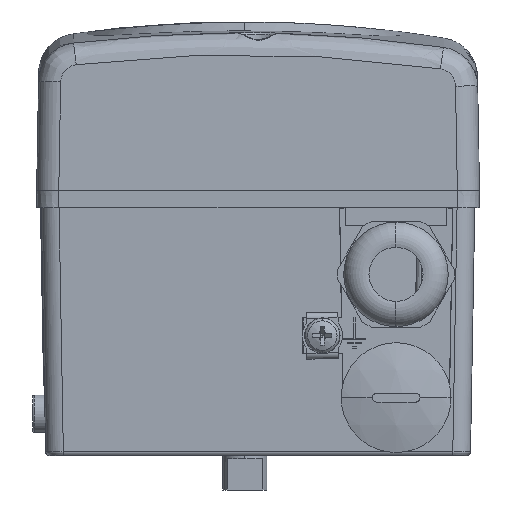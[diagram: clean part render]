
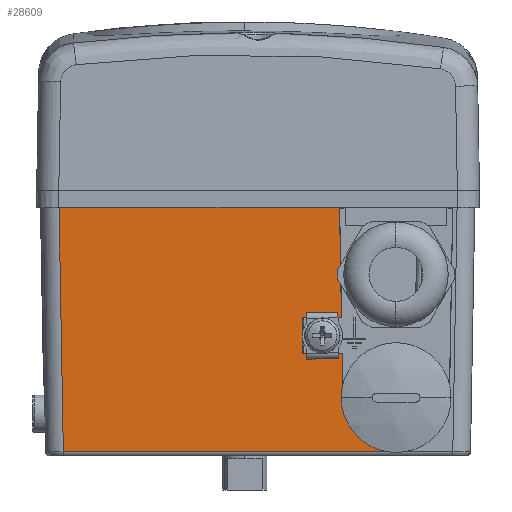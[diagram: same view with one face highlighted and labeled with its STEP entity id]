
A CAD part, left-side view. The second image highlights one B-rep face of the part: STEP entity #28609.
In plain terms, the highlighted planar face has unit normal (-1, 0, -0.018).
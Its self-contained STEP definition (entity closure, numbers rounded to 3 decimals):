
#1190 = ORIENTED_EDGE ( 'NONE', *, *, #57905, .F. ) ;
#1261 = DIRECTION ( 'NONE',  ( 0., -1., 0. ) ) ;
#3314 = DIRECTION ( 'NONE',  ( 0., -1., 0. ) ) ;
#4131 = ORIENTED_EDGE ( 'NONE', *, *, #22044, .F. ) ;
#4579 = LINE ( 'NONE', #11623, #38757 ) ;
#4951 = CARTESIAN_POINT ( 'NONE',  ( -89.036, -22.358, -25.204 ) ) ;
#5920 = ORIENTED_EDGE ( 'NONE', *, *, #30554, .F. ) ;
#9625 = CARTESIAN_POINT ( 'NONE',  ( -88.97, 43.97, -29.017 ) ) ;
#10015 = VECTOR ( 'NONE', #1261, 1000. ) ;
#10068 = CARTESIAN_POINT ( 'NONE',  ( -89.143, -19.289, -19.095 ) ) ;
#10280 = CARTESIAN_POINT ( 'NONE',  ( -89.035, -22.417, -25.267 ) ) ;
#10785 = LINE ( 'NONE', #68707, #64369 ) ;
#11623 = CARTESIAN_POINT ( 'NONE',  ( -89.93, -18.399, 26. ) ) ;
#12642 = VECTOR ( 'NONE', #64934, 1000. ) ;
#13352 = VECTOR ( 'NONE', #36031, 1000. ) ;
#14102 = EDGE_CURVE ( 'NONE', #34558, #46626, #53227, .T. ) ;
#14293 = ORIENTED_EDGE ( 'NONE', *, *, #50472, .F. ) ;
#14677 = LINE ( 'NONE', #36450, #66563 ) ;
#15383 = CARTESIAN_POINT ( 'NONE',  ( -89.102, -19.987, -21.511 ) ) ;
#15618 = CARTESIAN_POINT ( 'NONE',  ( -89.035, -22.431, -25.281 ) ) ;
#17760 = DIRECTION ( 'NONE',  ( -1., 0., -0.017 ) ) ;
#19089 = CARTESIAN_POINT ( 'NONE',  ( -89.356, -10.181, -6.875 ) ) ;
#19874 = CARTESIAN_POINT ( 'NONE',  ( -89.93, 49., 26. ) ) ;
#20063 = CARTESIAN_POINT ( 'NONE',  ( -89.93, 44.931, 26. ) ) ;
#20541 = CARTESIAN_POINT ( 'NONE',  ( -89.93, 44.931, 26. ) ) ;
#20762 = CARTESIAN_POINT ( 'NONE',  ( -89.068, -20.983, -23.444 ) ) ;
#20980 = CARTESIAN_POINT ( 'NONE',  ( -89.015, -23.519, -26.431 ) ) ;
#22044 = EDGE_CURVE ( 'NONE', #69187, #66452, #10785, .T. ) ;
#22559 = B_SPLINE_CURVE_WITH_KNOTS ( 'NONE', 3,
 ( #36677, #68757, #10068, #47427, #15383, #52803, #20762, #58240, #26136, #63649, #31516, #68976, #36897, #4951, #42271, #10280, #47661, #15618, #53022, #20980, #58491, #26360, #63861, #31761 ),
 .UNSPECIFIED., .F., .F.,
 ( 4, 2, 2, 2, 2, 2, 1, 1, 1, 1, 2, 2, 2, 4 ),
 ( 0., 0.125, 0.25, 0.375, 0.438, 0.469, 0.484, 0.492, 0.496, 0.498, 0.499, 0.5, 0.75, 1. ),
 .UNSPECIFIED. ) ;
#22784 = EDGE_CURVE ( 'NONE', #46626, #53059, #38374, .T. ) ;
#24764 = VECTOR ( 'NONE', #25429, 1000. ) ;
#25429 = DIRECTION ( 'NONE',  ( 0.017, -0.017, -1. ) ) ;
#26110 = ORIENTED_EDGE ( 'NONE', *, *, #14102, .T. ) ;
#26136 = CARTESIAN_POINT ( 'NONE',  ( -89.05, -21.712, -24.454 ) ) ;
#26360 = CARTESIAN_POINT ( 'NONE',  ( -88.978, -27.498, -28.568 ) ) ;
#28490 = LINE ( 'NONE', #32618, #12642 ) ;
#28609 = ADVANCED_FACE ( 'NONE', ( #34182 ), #49849, .T. ) ;
#29197 = LINE ( 'NONE', #19874, #13352 ) ;
#29454 = EDGE_CURVE ( 'NONE', #33410, #44895, #50862, .T. ) ;
#30344 = CARTESIAN_POINT ( 'NONE',  ( -88.97, -30.318, -29.017 ) ) ;
#30554 = EDGE_CURVE ( 'NONE', #35352, #53059, #22559, .T. ) ;
#31084 = CARTESIAN_POINT ( 'NONE',  ( -89.356, -18.962, -6.875 ) ) ;
#31516 = CARTESIAN_POINT ( 'NONE',  ( -89.042, -22.077, -24.892 ) ) ;
#31761 = CARTESIAN_POINT ( 'NONE',  ( -88.97, -30.318, -29.017 ) ) ;
#32533 = ORIENTED_EDGE ( 'NONE', *, *, #29454, .F. ) ;
#32618 = CARTESIAN_POINT ( 'NONE',  ( -89.356, -18.962, -6.875 ) ) ;
#32868 = DIRECTION ( 'NONE',  ( 0.017, -0.017, -1. ) ) ;
#33410 = VERTEX_POINT ( 'NONE', #68021 ) ;
#33465 = ORIENTED_EDGE ( 'NONE', *, *, #52701, .F. ) ;
#33907 = VERTEX_POINT ( 'NONE', #57251 ) ;
#34182 = FACE_OUTER_BOUND ( 'NONE', #46894, .T. ) ;
#34558 = VERTEX_POINT ( 'NONE', #20541 ) ;
#34643 = CARTESIAN_POINT ( 'NONE',  ( -89.497, -18.824, 1.198 ) ) ;
#35352 = VERTEX_POINT ( 'NONE', #67417 ) ;
#36031 = DIRECTION ( 'NONE',  ( 0., 1., 0. ) ) ;
#36450 = CARTESIAN_POINT ( 'NONE',  ( -89.497, -10.146, 1.198 ) ) ;
#36677 = CARTESIAN_POINT ( 'NONE',  ( -89.176, -19.14, -17.214 ) ) ;
#36897 = CARTESIAN_POINT ( 'NONE',  ( -89.038, -22.28, -25.12 ) ) ;
#38374 = LINE ( 'NONE', #55220, #10015 ) ;
#38757 = VECTOR ( 'NONE', #32868, 1000. ) ;
#39053 = CARTESIAN_POINT ( 'NONE',  ( -90., 49., 30. ) ) ;
#41824 = DIRECTION ( 'NONE',  ( 0.017, 0., -1. ) ) ;
#41950 = CARTESIAN_POINT ( 'NONE',  ( -89.497, -10.146, 1.198 ) ) ;
#42271 = CARTESIAN_POINT ( 'NONE',  ( -89.036, -22.397, -25.246 ) ) ;
#44895 = VERTEX_POINT ( 'NONE', #31084 ) ;
#45782 = AXIS2_PLACEMENT_3D ( 'NONE', #39053, #17760, #55241 ) ;
#45890 = ORIENTED_EDGE ( 'NONE', *, *, #67244, .T. ) ;
#46626 = VERTEX_POINT ( 'NONE', #9625 ) ;
#46894 = EDGE_LOOP ( 'NONE', ( #45890, #26110, #64333, #5920, #33465, #32533, #1190, #4131, #14293 ) ) ;
#47367 = DIRECTION ( 'NONE',  ( 0., 1., 0. ) ) ;
#47427 = CARTESIAN_POINT ( 'NONE',  ( -89.115, -19.705, -20.758 ) ) ;
#47661 = CARTESIAN_POINT ( 'NONE',  ( -89.035, -22.425, -25.275 ) ) ;
#49165 = VECTOR ( 'NONE', #3314, 1000. ) ;
#49849 = PLANE ( 'NONE',  #45782 ) ;
#50472 = EDGE_CURVE ( 'NONE', #33907, #69187, #4579, .T. ) ;
#50862 = LINE ( 'NONE', #19089, #49165 ) ;
#52701 = EDGE_CURVE ( 'NONE', #44895, #35352, #28490, .T. ) ;
#52803 = CARTESIAN_POINT ( 'NONE',  ( -89.078, -20.626, -22.854 ) ) ;
#53022 = CARTESIAN_POINT ( 'NONE',  ( -89.035, -22.432, -25.283 ) ) ;
#53059 = VERTEX_POINT ( 'NONE', #30344 ) ;
#53227 = LINE ( 'NONE', #20063, #24764 ) ;
#55220 = CARTESIAN_POINT ( 'NONE',  ( -88.97, 49., -29.017 ) ) ;
#55241 = DIRECTION ( 'NONE',  ( -0.017, 0., 1. ) ) ;
#57251 = CARTESIAN_POINT ( 'NONE',  ( -89.93, -18.399, 26. ) ) ;
#57905 = EDGE_CURVE ( 'NONE', #66452, #33410, #14677, .T. ) ;
#58240 = CARTESIAN_POINT ( 'NONE',  ( -89.054, -21.529, -24.216 ) ) ;
#58491 = CARTESIAN_POINT ( 'NONE',  ( -89., -24.796, -27.325 ) ) ;
#63649 = CARTESIAN_POINT ( 'NONE',  ( -89.044, -21.986, -24.786 ) ) ;
#63861 = CARTESIAN_POINT ( 'NONE',  ( -88.972, -28.923, -28.917 ) ) ;
#64333 = ORIENTED_EDGE ( 'NONE', *, *, #22784, .T. ) ;
#64369 = VECTOR ( 'NONE', #47367, 1000. ) ;
#64934 = DIRECTION ( 'NONE',  ( 0.017, -0.017, -1. ) ) ;
#66452 = VERTEX_POINT ( 'NONE', #41950 ) ;
#66563 = VECTOR ( 'NONE', #41824, 1000. ) ;
#67244 = EDGE_CURVE ( 'NONE', #33907, #34558, #29197, .T. ) ;
#67417 = CARTESIAN_POINT ( 'NONE',  ( -89.176, -19.14, -17.214 ) ) ;
#68021 = CARTESIAN_POINT ( 'NONE',  ( -89.356, -10.144, -6.875 ) ) ;
#68707 = CARTESIAN_POINT ( 'NONE',  ( -89.497, -20.181, 1.198 ) ) ;
#68757 = CARTESIAN_POINT ( 'NONE',  ( -89.159, -19.156, -18.185 ) ) ;
#68976 = CARTESIAN_POINT ( 'NONE',  ( -89.039, -22.213, -25.045 ) ) ;
#69187 = VERTEX_POINT ( 'NONE', #34643 ) ;
